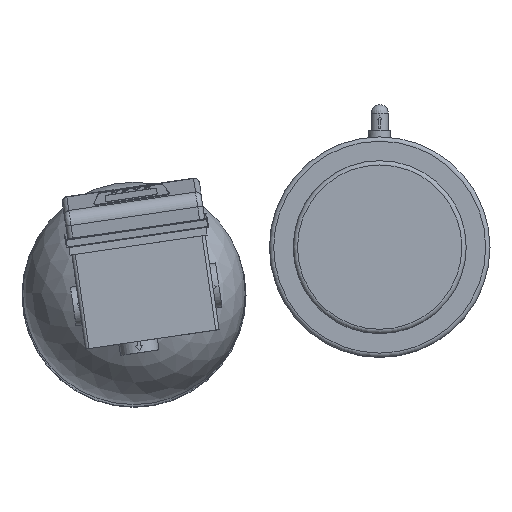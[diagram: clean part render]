
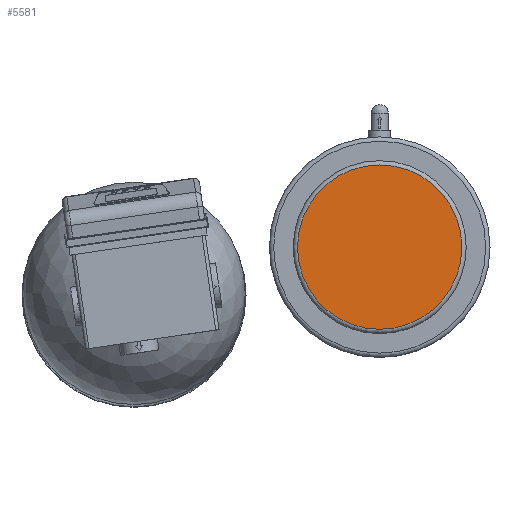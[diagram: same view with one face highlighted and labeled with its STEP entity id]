
A CAD part, top view. The second image highlights one B-rep face of the part: STEP entity #5581.
In plain terms, the highlighted planar face has unit normal (0, 0, 1).
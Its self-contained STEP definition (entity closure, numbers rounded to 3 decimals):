
#5581=ADVANCED_FACE('',(#9967),#9969,.T.);
#9967=FACE_BOUND('',#9968,.T.);
#9968=EDGE_LOOP('',(#13191));
#9969=PLANE('',#9970);
#9970=AXIS2_PLACEMENT_3D('',#9971,#9972,#9973);
#9971=CARTESIAN_POINT('',(0.,0.,545.));
#9972=DIRECTION('',(0.,0.,1.));
#9973=DIRECTION('',(1.,0.,0.));
#13191=ORIENTED_EDGE('',*,*,#14800,.T.);
#14800=EDGE_CURVE('',#17484,#17484,#17485,.T.);
#17484=VERTEX_POINT('',#33666);
#17485=CIRCLE('',#33667,95.);
#33666=CARTESIAN_POINT('',(95.,0.,545.));
#33667=AXIS2_PLACEMENT_3D('',#33668,#33669,#33670);
#33668=CARTESIAN_POINT('',(0.,0.,545.));
#33669=DIRECTION('',(0.,0.,1.));
#33670=DIRECTION('',(1.,0.,0.));
